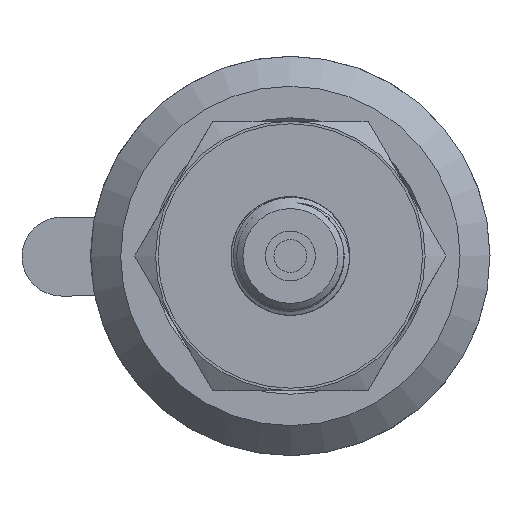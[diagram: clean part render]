
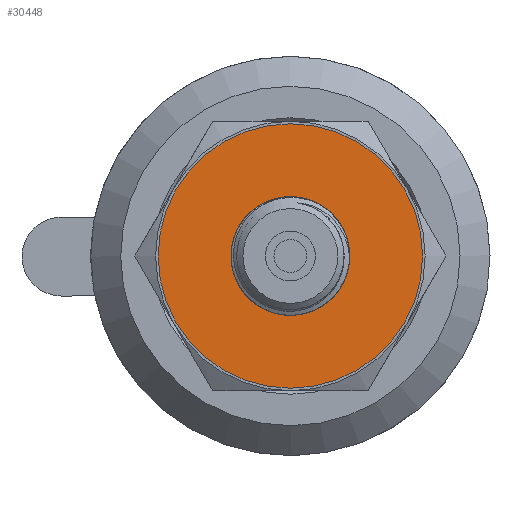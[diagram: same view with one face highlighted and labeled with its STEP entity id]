
A CAD part, left-side view. The second image highlights one B-rep face of the part: STEP entity #30448.
In plain terms, the highlighted planar face has unit normal (-1, 0, 0).
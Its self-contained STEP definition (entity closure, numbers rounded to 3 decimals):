
#522=PLANE('',#31997);
#1529=FACE_BOUND('',#3824,.T.);
#2111=FACE_OUTER_BOUND('',#3823,.T.);
#3823=EDGE_LOOP('',(#22448));
#3824=EDGE_LOOP('',(#22449));
#5325=CIRCLE('',#31974,13.25);
#5336=CIRCLE('',#31994,5.942);
#13444=VERTEX_POINT('',#50470);
#13454=VERTEX_POINT('',#51706);
#16820=EDGE_CURVE('',#13444,#13444,#5325,.T.);
#16844=EDGE_CURVE('',#13454,#13454,#5336,.T.);
#22448=ORIENTED_EDGE('',*,*,#16820,.T.);
#22449=ORIENTED_EDGE('',*,*,#16844,.T.);
#30448=ADVANCED_FACE('',(#2111,#1529),#522,.T.);
#31974=AXIS2_PLACEMENT_3D('',#50471,#34492,#34493);
#31994=AXIS2_PLACEMENT_3D('',#51707,#34535,#34536);
#31997=AXIS2_PLACEMENT_3D('',#52081,#34542,#34543);
#34492=DIRECTION('center_axis',(-1.,0.,0.));
#34493=DIRECTION('ref_axis',(0.,1.,0.));
#34535=DIRECTION('center_axis',(1.,0.,0.));
#34536=DIRECTION('ref_axis',(0.,1.,0.));
#34542=DIRECTION('center_axis',(-1.,0.,0.));
#34543=DIRECTION('ref_axis',(0.,0.,1.));
#50470=CARTESIAN_POINT('',(-47.,-13.25,0.));
#50471=CARTESIAN_POINT('Origin',(-47.,0.,0.));
#51706=CARTESIAN_POINT('',(-47.,-5.942,0.));
#51707=CARTESIAN_POINT('Origin',(-47.,0.,0.));
#52081=CARTESIAN_POINT('Origin',(-47.,13.5,0.));
